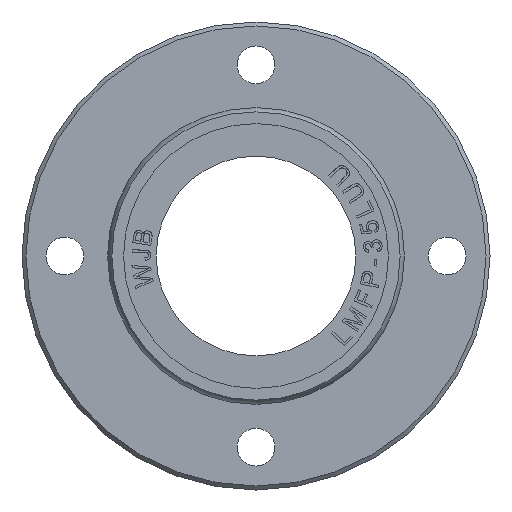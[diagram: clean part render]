
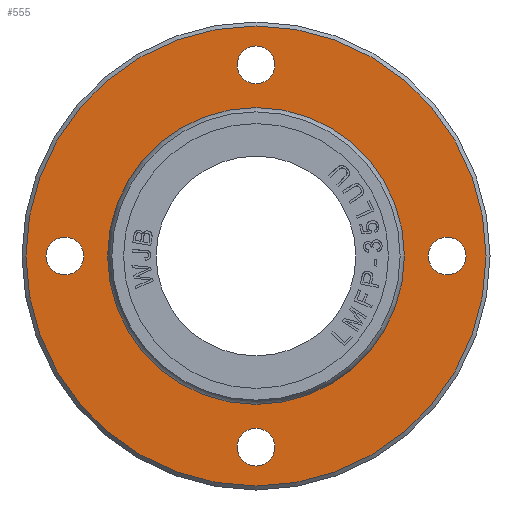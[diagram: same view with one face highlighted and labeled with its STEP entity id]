
A CAD part, left-side view. The second image highlights one B-rep face of the part: STEP entity #555.
In plain terms, the highlighted planar face has unit normal (-1, 0, 0).
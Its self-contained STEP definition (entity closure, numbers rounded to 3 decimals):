
#555=ADVANCED_FACE('',(#1327,#1328,#1329,#1330,#1331,#1332),#942,.T.);
#942=PLANE('',#7079);
#1222=CIRCLE('',#7070,40.3);
#1224=CIRCLE('',#7074,25.714);
#1225=CIRCLE('',#7075,3.3);
#1226=CIRCLE('',#7076,3.3);
#1227=CIRCLE('',#7077,3.3);
#1228=CIRCLE('',#7078,3.3);
#1327=FACE_BOUND('',#1449,.T.);
#1328=FACE_BOUND('',#1450,.T.);
#1329=FACE_BOUND('',#1451,.T.);
#1330=FACE_BOUND('',#1452,.T.);
#1331=FACE_BOUND('',#1453,.T.);
#1332=FACE_BOUND('',#1454,.T.);
#1449=EDGE_LOOP('',(#2617));
#1450=EDGE_LOOP('',(#2618));
#1451=EDGE_LOOP('',(#2619));
#1452=EDGE_LOOP('',(#2620));
#1453=EDGE_LOOP('',(#2621));
#1454=EDGE_LOOP('',(#2622));
#2617=ORIENTED_EDGE('',*,*,#5212,.F.);
#2618=ORIENTED_EDGE('',*,*,#5214,.F.);
#2619=ORIENTED_EDGE('',*,*,#5215,.T.);
#2620=ORIENTED_EDGE('',*,*,#5216,.T.);
#2621=ORIENTED_EDGE('',*,*,#5217,.T.);
#2622=ORIENTED_EDGE('',*,*,#5218,.T.);
#4554=VERTEX_POINT('',#10592);
#4556=VERTEX_POINT('',#10598);
#4557=VERTEX_POINT('',#10600);
#4558=VERTEX_POINT('',#10602);
#4559=VERTEX_POINT('',#10604);
#4560=VERTEX_POINT('',#10606);
#5212=EDGE_CURVE('',#4554,#4554,#1222,.T.);
#5214=EDGE_CURVE('',#4556,#4556,#1224,.T.);
#5215=EDGE_CURVE('',#4557,#4557,#1225,.T.);
#5216=EDGE_CURVE('',#4558,#4558,#1226,.T.);
#5217=EDGE_CURVE('',#4559,#4559,#1227,.T.);
#5218=EDGE_CURVE('',#4560,#4560,#1228,.T.);
#7070=AXIS2_PLACEMENT_3D('',#10591,#7681,#7682);
#7074=AXIS2_PLACEMENT_3D('',#10597,#7689,#7690);
#7075=AXIS2_PLACEMENT_3D('',#10599,#7691,#7692);
#7076=AXIS2_PLACEMENT_3D('',#10601,#7693,#7694);
#7077=AXIS2_PLACEMENT_3D('',#10603,#7695,#7696);
#7078=AXIS2_PLACEMENT_3D('',#10605,#7697,#7698);
#7079=AXIS2_PLACEMENT_3D('',#10607,#7699,#7700);
#7681=DIRECTION('',(1.,0.,0.));
#7682=DIRECTION('',(0.,0.,-1.));
#7689=DIRECTION('',(-1.,0.,0.));
#7690=DIRECTION('',(0.,0.,1.));
#7691=DIRECTION('',(1.,0.,0.));
#7692=DIRECTION('',(0.,1.,0.));
#7693=DIRECTION('',(1.,0.,0.));
#7694=DIRECTION('',(0.,1.,0.));
#7695=DIRECTION('',(1.,0.,0.));
#7696=DIRECTION('',(0.,1.,0.));
#7697=DIRECTION('',(1.,0.,0.));
#7698=DIRECTION('',(0.,1.,0.));
#7699=DIRECTION('',(-1.,0.,0.));
#7700=DIRECTION('',(0.,0.,1.));
#10591=CARTESIAN_POINT('',(10.,0.,0.));
#10592=CARTESIAN_POINT('',(10.,0.,40.3));
#10597=CARTESIAN_POINT('',(10.,0.,0.));
#10598=CARTESIAN_POINT('',(10.,0.,25.714));
#10599=CARTESIAN_POINT('',(10.,33.5,0.));
#10600=CARTESIAN_POINT('',(10.,30.2,0.));
#10601=CARTESIAN_POINT('',(10.,-33.5,0.));
#10602=CARTESIAN_POINT('',(10.,-36.8,0.));
#10603=CARTESIAN_POINT('',(10.,0.,33.5));
#10604=CARTESIAN_POINT('',(10.,-3.3,33.5));
#10605=CARTESIAN_POINT('',(10.,0.,-33.5));
#10606=CARTESIAN_POINT('',(10.,-3.3,-33.5));
#10607=CARTESIAN_POINT('',(10.,0.,33.357));
